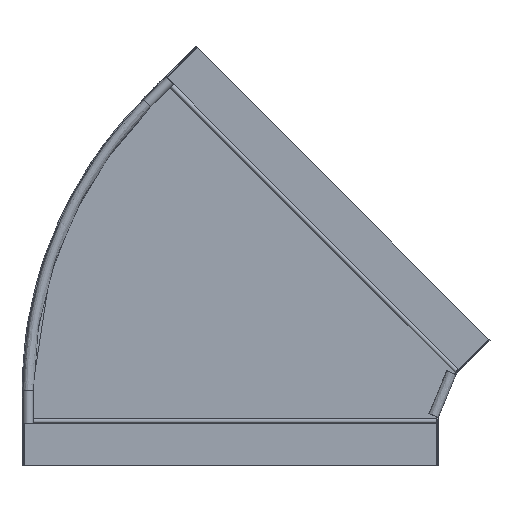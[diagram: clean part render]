
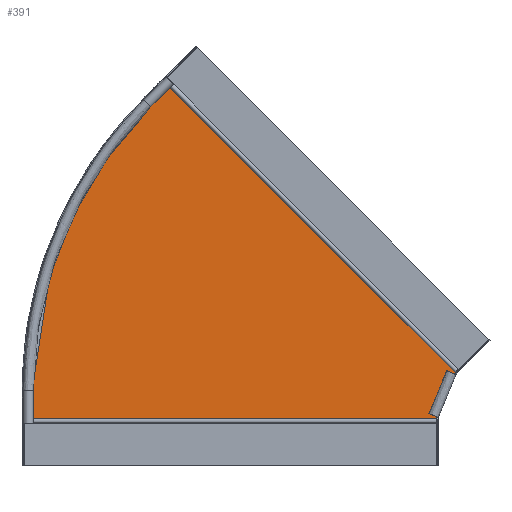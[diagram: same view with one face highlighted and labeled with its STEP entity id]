
A CAD part, top view. The second image highlights one B-rep face of the part: STEP entity #391.
In plain terms, the highlighted planar face has unit normal (0, 0, 1).
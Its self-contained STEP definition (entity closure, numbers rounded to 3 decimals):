
#391=ADVANCED_FACE('',(#794),#6040,.T.);
#794=FACE_OUTER_BOUND('',#1197,.T.);
#1197=EDGE_LOOP('',(#3063,#3064,#3065,#3066,#3067,#3068,#3069,#3070));
#3063=ORIENTED_EDGE('',*,*,#4050,.F.);
#3064=ORIENTED_EDGE('',*,*,#4059,.T.);
#3065=ORIENTED_EDGE('',*,*,#4077,.F.);
#3066=ORIENTED_EDGE('',*,*,#4072,.F.);
#3067=ORIENTED_EDGE('',*,*,#4062,.F.);
#3068=ORIENTED_EDGE('',*,*,#4061,.F.);
#3069=ORIENTED_EDGE('',*,*,#4025,.F.);
#3070=ORIENTED_EDGE('',*,*,#4021,.T.);
#4021=EDGE_CURVE('',#5620,#5621,#5008,.T.);
#4025=EDGE_CURVE('',#5620,#5627,#5012,.T.);
#4050=EDGE_CURVE('',#5650,#5621,#5031,.T.);
#4059=EDGE_CURVE('',#5650,#5657,#5035,.T.);
#4061=EDGE_CURVE('',#5627,#5658,#5036,.T.);
#4062=EDGE_CURVE('',#5658,#5659,#5037,.T.);
#4072=EDGE_CURVE('',#5659,#5660,#4230,.T.);
#4077=EDGE_CURVE('',#5660,#5657,#5044,.T.);
#4230=(
BOUNDED_CURVE()
B_SPLINE_CURVE(2,(#15755,#15756,#15757),.UNSPECIFIED.,.F.,.F.)
B_SPLINE_CURVE_WITH_KNOTS((3,3),(-390.342,0.),.UNSPECIFIED.)
CURVE()
GEOMETRIC_REPRESENTATION_ITEM()
RATIONAL_B_SPLINE_CURVE((1.,0.924,1.))
REPRESENTATION_ITEM('')
);
#5008=B_SPLINE_CURVE_WITH_KNOTS('',1,(#15623,#15624),.UNSPECIFIED.,.F.,
 .F.,(2,2),(0.,57.822),.UNSPECIFIED.);
#5012=B_SPLINE_CURVE_WITH_KNOTS('',1,(#15631,#15632),.UNSPECIFIED.,.F.,
 .F.,(2,2),(0.,1.157),.UNSPECIFIED.);
#5031=B_SPLINE_CURVE_WITH_KNOTS('',1,(#15691,#15692),.UNSPECIFIED.,.F.,
 .F.,(2,2),(-1.157,0.),.UNSPECIFIED.);
#5035=B_SPLINE_CURVE_WITH_KNOTS('',1,(#15718,#15719),.UNSPECIFIED.,.F.,
 .F.,(2,2),(0.,498.5),.UNSPECIFIED.);
#5036=B_SPLINE_CURVE_WITH_KNOTS('',1,(#15723,#15724),.UNSPECIFIED.,.F.,
 .F.,(2,2),(0.,498.5),.UNSPECIFIED.);
#5037=B_SPLINE_CURVE_WITH_KNOTS('',1,(#15725,#15726),.UNSPECIFIED.,.F.,
 .F.,(2,2),(0.,33.072),.UNSPECIFIED.);
#5044=B_SPLINE_CURVE_WITH_KNOTS('',1,(#15767,#15768),.UNSPECIFIED.,.F.,
 .F.,(2,2),(-33.072,0.),.UNSPECIFIED.);
#5620=VERTEX_POINT('',#15574);
#5621=VERTEX_POINT('',#15575);
#5627=VERTEX_POINT('',#15581);
#5650=VERTEX_POINT('',#15604);
#5657=VERTEX_POINT('',#15611);
#5658=VERTEX_POINT('',#15612);
#5659=VERTEX_POINT('',#15613);
#5660=VERTEX_POINT('',#15614);
#6040=PLANE('',#6312);
#6312=AXIS2_PLACEMENT_3D('',#15442,#6549,$);
#6549=DIRECTION('',(0.,0.,1.));
#15442=CARTESIAN_POINT('',(325.247,15.632,1.25));
#15574=CARTESIAN_POINT('',(249.25,58.485,1.25));
#15575=CARTESIAN_POINT('',(271.378,111.906,1.25));
#15581=CARTESIAN_POINT('',(249.25,57.328,1.25));
#15604=CARTESIAN_POINT('',(272.196,112.724,1.25));
#15611=CARTESIAN_POINT('',(-80.297,465.217,1.25));
#15612=CARTESIAN_POINT('',(-249.25,57.328,1.25));
#15613=CARTESIAN_POINT('',(-249.25,90.4,1.25));
#15614=CARTESIAN_POINT('',(-103.682,441.832,1.25));
#15623=CARTESIAN_POINT('',(249.25,58.485,1.25));
#15624=CARTESIAN_POINT('',(271.378,111.906,1.25));
#15631=CARTESIAN_POINT('',(249.25,58.485,1.25));
#15632=CARTESIAN_POINT('',(249.25,57.328,1.25));
#15691=CARTESIAN_POINT('',(272.196,112.724,1.25));
#15692=CARTESIAN_POINT('',(271.378,111.906,1.25));
#15718=CARTESIAN_POINT('',(272.196,112.724,1.25));
#15719=CARTESIAN_POINT('',(-80.297,465.217,1.25));
#15723=CARTESIAN_POINT('',(249.25,57.328,1.25));
#15724=CARTESIAN_POINT('',(-249.25,57.328,1.25));
#15725=CARTESIAN_POINT('',(-249.25,57.328,1.25));
#15726=CARTESIAN_POINT('',(-249.25,90.4,1.25));
#15755=CARTESIAN_POINT('',(-249.25,90.4,1.25));
#15756=CARTESIAN_POINT('',(-249.25,296.264,1.25));
#15757=CARTESIAN_POINT('',(-103.682,441.832,1.25));
#15767=CARTESIAN_POINT('',(-103.682,441.832,1.25));
#15768=CARTESIAN_POINT('',(-80.297,465.217,1.25));
